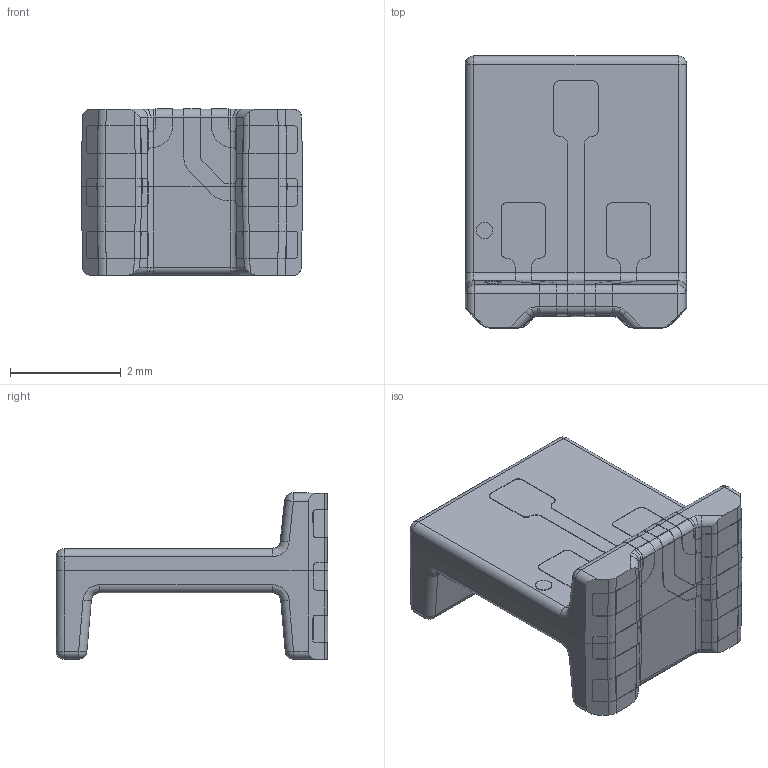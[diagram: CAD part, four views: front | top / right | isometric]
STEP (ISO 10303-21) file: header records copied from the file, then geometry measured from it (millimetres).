
FILE_DESCRIPTION (( 'STEP AP214' ), '1' );
FILE_NAME ('20220221_78010300005.STEP', '2022-02-21T09:17:04', ( '' ), ( '' ), 'SwSTEP 2.0', 'SolidWorks 2021', '' );
FILE_SCHEMA (( 'AUTOMOTIVE_DESIGN' ));
Length unit declared in the file: millimetre
Products named in the file (3): 20220221_78010300005; Carrier_BT494030 Bauteiltraeger Small-SOT23-6; 78010300005-M_FLAT GATE
Assembly tree (2 placements, depth 2):
  20220221_78010300005
    Carrier_BT494030 Bauteiltraeger Small-SOT23-6
    78010300005-M_FLAT GATE
Bounding box: 4 x 4.91 x 3.01 mm (x, y, z)
Volume: 23.9 mm3; surface area: 98.3 mm2
Topology: 9 solids, 9 shells, 419 faces, 997 edges, 592 vertices
Faces by surface type: plane 173, cylinder 128, bspline 108, sphere 10
Entity records: 12908 total; most frequent: CARTESIAN_POINT 4276, ORIENTED_EDGE 1986, DIRECTION 1479, EDGE_CURVE 993, VERTEX_POINT 592, VECTOR 581, LINE 581, AXIS2_PLACEMENT_3D 449
